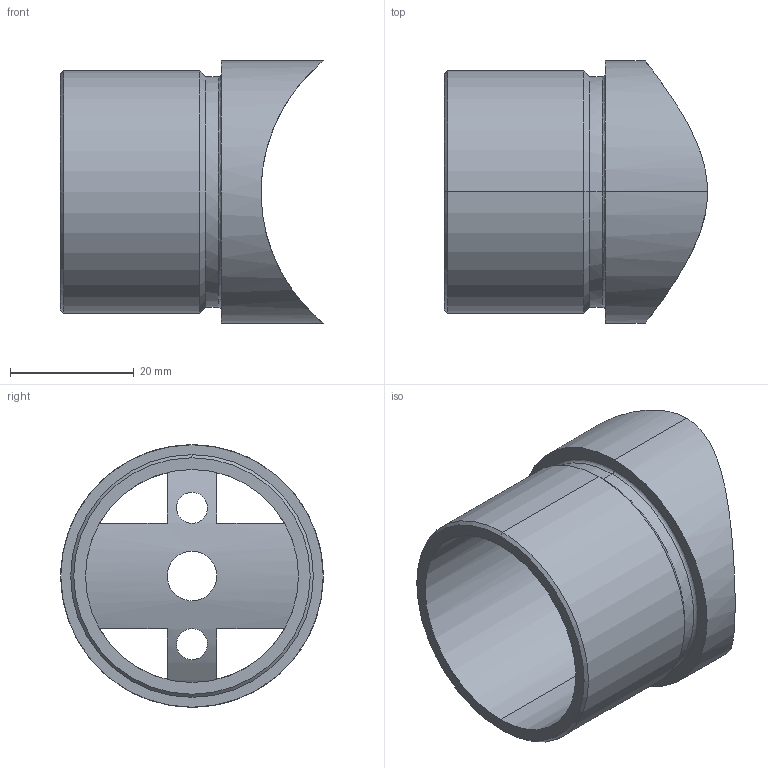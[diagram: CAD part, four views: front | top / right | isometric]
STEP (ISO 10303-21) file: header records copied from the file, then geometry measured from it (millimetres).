
FILE_DESCRIPTION (( 'STEP AP214' ), '1' );
FILE_NAME ('àðò. KRT236.STEP', '2014-05-21T19:35:52', ( '' ), ( '' ), 'SwSTEP 2.0', 'SolidWorks 2014', '' );
FILE_SCHEMA (( 'AUTOMOTIVE_DESIGN' ));
Length unit declared in the file: millimetre
Products named in the file (1): àðò. KRT236
Bounding box: 42.5 x 42.4 x 42.4 mm (x, y, z)
Volume: 13277.5 mm3; surface area: 11197.9 mm2
Topology: 1 solids, 1 shells, 39 faces, 110 edges, 68 vertices
Faces by surface type: cylinder 23, plane 10, cone 4, bspline 2
Entity records: 2735 total; most frequent: CARTESIAN_POINT 1624, ORIENTED_EDGE 220, DIRECTION 168, EDGE_CURVE 110, VERTEX_POINT 68, AXIS2_PLACEMENT_3D 62, EDGE_LOOP 48, LINE 44
